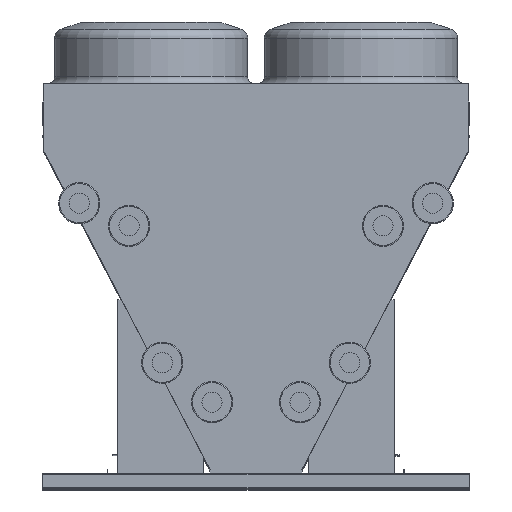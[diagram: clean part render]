
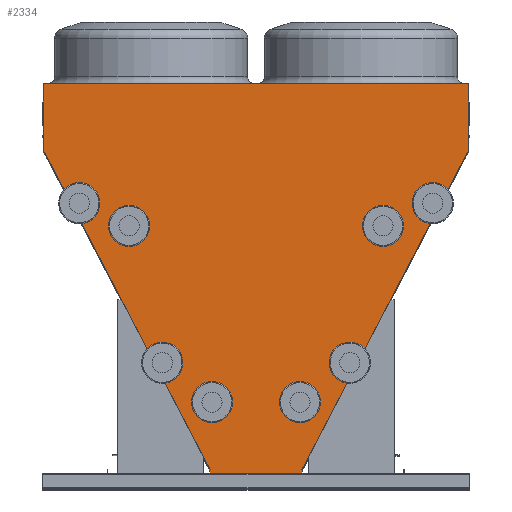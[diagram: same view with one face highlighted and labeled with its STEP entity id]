
A CAD part, top view. The second image highlights one B-rep face of the part: STEP entity #2334.
In plain terms, the highlighted planar face has unit normal (0, 0, 1).
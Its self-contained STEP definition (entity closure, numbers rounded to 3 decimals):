
#114 = VECTOR ( 'NONE', #20642, 1000. ) ;
#206 = EDGE_CURVE ( 'NONE', #17882, #18341, #18291, .T. ) ;
#215 = CARTESIAN_POINT ( 'NONE',  ( 0., 0., 0. ) ) ;
#243 = VERTEX_POINT ( 'NONE', #5320 ) ;
#257 = EDGE_CURVE ( 'NONE', #18484, #17882, #16336, .T. ) ;
#349 = DIRECTION ( 'NONE',  ( 0., 1., 0. ) ) ;
#352 = CARTESIAN_POINT ( 'NONE',  ( 279.893, 0., 0. ) ) ;
#373 = CARTESIAN_POINT ( 'NONE',  ( 1136.15, 1727.462, 0. ) ) ;
#417 = EDGE_CURVE ( 'NONE', #14256, #18484, #4269, .T. ) ;
#556 = EDGE_CURVE ( 'NONE', #9260, #14256, #3472, .T. ) ;
#563 = CARTESIAN_POINT ( 'NONE',  ( -1136.282, 2083.62, 0. ) ) ;
#588 = EDGE_CURVE ( 'NONE', #12966, #9260, #19936, .T. ) ;
#595 = AXIS2_PLACEMENT_3D ( 'NONE', #215, #3570, #15274 ) ;
#624 = EDGE_CURVE ( 'NONE', #5861, #12966, #2397, .T. ) ;
#682 = EDGE_CURVE ( 'NONE', #243, #5861, #9416, .T. ) ;
#705 = EDGE_CURVE ( 'NONE', #11768, #4431, #17548, .T. ) ;
#710 = EDGE_CURVE ( 'NONE', #14323, #11768, #21113, .T. ) ;
#784 = EDGE_CURVE ( 'NONE', #14321, #14323, #18715, .T. ) ;
#847 = EDGE_CURVE ( 'NONE', #13259, #14321, #11967, .T. ) ;
#897 = ORIENTED_EDGE ( 'NONE', *, *, #847, .T. ) ;
#993 = ORIENTED_EDGE ( 'NONE', *, *, #1003, .T. ) ;
#1003 = EDGE_CURVE ( 'NONE', #3606, #13259, #12204, .T. ) ;
#1127 = ORIENTED_EDGE ( 'NONE', *, *, #784, .T. ) ;
#1147 = EDGE_CURVE ( 'NONE', #19555, #3606, #11943, .T. ) ;
#1180 = EDGE_CURVE ( 'NONE', #3318, #19555, #11447, .T. ) ;
#1474 = ORIENTED_EDGE ( 'NONE', *, *, #556, .T. ) ;
#1729 = CARTESIAN_POINT ( 'NONE',  ( -1136.282, 2083.62, 0. ) ) ;
#1957 = CARTESIAN_POINT ( 'NONE',  ( 1127.607, 1711.053, 0. ) ) ;
#2334 = ADVANCED_FACE ( 'NONE', ( #13932 ), #19948, .F. ) ;
#2372 = EDGE_CURVE ( 'NONE', #4431, #243, #8598, .T. ) ;
#2397 = LINE ( 'NONE', #3565, #18964 ) ;
#2567 = ORIENTED_EDGE ( 'NONE', *, *, #705, .T. ) ;
#2584 = ORIENTED_EDGE ( 'NONE', *, *, #710, .T. ) ;
#2667 = ORIENTED_EDGE ( 'NONE', *, *, #682, .T. ) ;
#2722 = ORIENTED_EDGE ( 'NONE', *, *, #624, .T. ) ;
#2762 = ORIENTED_EDGE ( 'NONE', *, *, #588, .T. ) ;
#2789 = ORIENTED_EDGE ( 'NONE', *, *, #2372, .T. ) ;
#3318 = VERTEX_POINT ( 'NONE', #5854 ) ;
#3427 = VECTOR ( 'NONE', #6123, 1000. ) ;
#3472 = LINE ( 'NONE', #6255, #12983 ) ;
#3565 = CARTESIAN_POINT ( 'NONE',  ( 279.893, 1.482, 0. ) ) ;
#3570 = DIRECTION ( 'NONE',  ( 0., 0., -1. ) ) ;
#3606 = VERTEX_POINT ( 'NONE', #8378 ) ;
#3835 = CARTESIAN_POINT ( 'NONE',  ( 246.893, 17.358, 0. ) ) ;
#3924 = VECTOR ( 'NONE', #4927, 1000. ) ;
#4224 = DIRECTION ( 'NONE',  ( -1., 0., 0. ) ) ;
#4269 = LINE ( 'NONE', #15978, #8411 ) ;
#4431 = VERTEX_POINT ( 'NONE', #12098 ) ;
#4696 = DIRECTION ( 'NONE',  ( 0., 1., 0. ) ) ;
#4839 = EDGE_CURVE ( 'NONE', #17423, #12584, #14580, .T. ) ;
#4927 = DIRECTION ( 'NONE',  ( 0., 1., 0. ) ) ;
#5320 = CARTESIAN_POINT ( 'NONE',  ( 279.893, 0., 0. ) ) ;
#5396 = ORIENTED_EDGE ( 'NONE', *, *, #1147, .T. ) ;
#5436 = ORIENTED_EDGE ( 'NONE', *, *, #15796, .T. ) ;
#5493 = DIRECTION ( 'NONE',  ( 0.462, -0.887, 0. ) ) ;
#5620 = CARTESIAN_POINT ( 'NONE',  ( -245.403, 20.223, 0. ) ) ;
#5626 = ORIENTED_EDGE ( 'NONE', *, *, #1180, .T. ) ;
#5854 = CARTESIAN_POINT ( 'NONE',  ( -1136.282, 1727.462, 0. ) ) ;
#5861 = VERTEX_POINT ( 'NONE', #19538 ) ;
#5925 = VECTOR ( 'NONE', #349, 1000. ) ;
#5938 = CARTESIAN_POINT ( 'NONE',  ( -1127.739, 1711.053, 0. ) ) ;
#6123 = DIRECTION ( 'NONE',  ( 0.887, 0.462, 0. ) ) ;
#6222 = DIRECTION ( 'NONE',  ( -0.463, 0.886, 0. ) ) ;
#6255 = CARTESIAN_POINT ( 'NONE',  ( 246.893, 17.358, 0. ) ) ;
#6531 = CARTESIAN_POINT ( 'NONE',  ( -1127.739, 1711.053, 0. ) ) ;
#7072 = CARTESIAN_POINT ( 'NONE',  ( 245.39, 20.232, 0. ) ) ;
#7221 = CARTESIAN_POINT ( 'NONE',  ( -246.893, 17.358, 0. ) ) ;
#7241 = DIRECTION ( 'NONE',  ( 1., 0., 0. ) ) ;
#7287 = CARTESIAN_POINT ( 'NONE',  ( -246.893, 1.482, 0. ) ) ;
#7610 = VECTOR ( 'NONE', #12469, 1000. ) ;
#8378 = CARTESIAN_POINT ( 'NONE',  ( -1126.246, 1711.83, 0. ) ) ;
#8390 = VECTOR ( 'NONE', #20507, 1000. ) ;
#8411 = VECTOR ( 'NONE', #15951, 1000. ) ;
#8598 = LINE ( 'NONE', #352, #20845 ) ;
#8933 = ORIENTED_EDGE ( 'NONE', *, *, #417, .T. ) ;
#8953 = ORIENTED_EDGE ( 'NONE', *, *, #4839, .T. ) ;
#8978 = ORIENTED_EDGE ( 'NONE', *, *, #12519, .T. ) ;
#9049 = DIRECTION ( 'NONE',  ( 0., -1., 0. ) ) ;
#9260 = VERTEX_POINT ( 'NONE', #13732 ) ;
#9416 = LINE ( 'NONE', #21235, #5925 ) ;
#10067 = CARTESIAN_POINT ( 'NONE',  ( 1127.607, 1711.053, 0. ) ) ;
#10185 = VECTOR ( 'NONE', #18069, 1000. ) ;
#10246 = CARTESIAN_POINT ( 'NONE',  ( -1127.739, 1711.053, 0. ) ) ;
#10562 = CARTESIAN_POINT ( 'NONE',  ( -1136.282, 1727.462, 0. ) ) ;
#10766 = DIRECTION ( 'NONE',  ( 0.462, -0.887, 0. ) ) ;
#10805 = CARTESIAN_POINT ( 'NONE',  ( -245.403, 20.223, 0. ) ) ;
#11447 = LINE ( 'NONE', #5938, #15224 ) ;
#11492 = VECTOR ( 'NONE', #4696, 1000. ) ;
#11768 = VERTEX_POINT ( 'NONE', #20978 ) ;
#11943 = LINE ( 'NONE', #6531, #3427 ) ;
#11967 = LINE ( 'NONE', #15701, #16291 ) ;
#12098 = CARTESIAN_POINT ( 'NONE',  ( -279.893, 0., 0. ) ) ;
#12204 = LINE ( 'NONE', #10805, #19682 ) ;
#12416 = DIRECTION ( 'NONE',  ( -1., 0., 0. ) ) ;
#12469 = DIRECTION ( 'NONE',  ( 0.887, -0.462, 0. ) ) ;
#12519 = EDGE_CURVE ( 'NONE', #18341, #17423, #12913, .T. ) ;
#12584 = VERTEX_POINT ( 'NONE', #1729 ) ;
#12913 = LINE ( 'NONE', #21144, #3924 ) ;
#12966 = VERTEX_POINT ( 'NONE', #20968 ) ;
#12983 = VECTOR ( 'NONE', #6222, 1000. ) ;
#13232 = VECTOR ( 'NONE', #20769, 1000. ) ;
#13259 = VERTEX_POINT ( 'NONE', #5620 ) ;
#13732 = CARTESIAN_POINT ( 'NONE',  ( 246.893, 17.358, 0. ) ) ;
#13932 = FACE_OUTER_BOUND ( 'NONE', #20212, .T. ) ;
#14061 = VECTOR ( 'NONE', #12416, 1000. ) ;
#14256 = VERTEX_POINT ( 'NONE', #7072 ) ;
#14321 = VERTEX_POINT ( 'NONE', #7221 ) ;
#14323 = VERTEX_POINT ( 'NONE', #7287 ) ;
#14580 = LINE ( 'NONE', #563, #14061 ) ;
#14713 = ORIENTED_EDGE ( 'NONE', *, *, #257, .T. ) ;
#14855 = ORIENTED_EDGE ( 'NONE', *, *, #206, .T. ) ;
#15224 = VECTOR ( 'NONE', #5493, 1000. ) ;
#15274 = DIRECTION ( 'NONE',  ( -1., 0., 0. ) ) ;
#15631 = DIRECTION ( 'NONE',  ( -0.461, -0.887, 0. ) ) ;
#15701 = CARTESIAN_POINT ( 'NONE',  ( -246.893, 17.358, 0. ) ) ;
#15796 = EDGE_CURVE ( 'NONE', #12584, #3318, #20892, .T. ) ;
#15904 = CARTESIAN_POINT ( 'NONE',  ( 1136.15, 2083.62, 0. ) ) ;
#15951 = DIRECTION ( 'NONE',  ( 0.462, 0.887, 0. ) ) ;
#15978 = CARTESIAN_POINT ( 'NONE',  ( 245.39, 20.232, 0. ) ) ;
#16291 = VECTOR ( 'NONE', #15631, 1000. ) ;
#16336 = LINE ( 'NONE', #1957, #7610 ) ;
#17423 = VERTEX_POINT ( 'NONE', #15904 ) ;
#17548 = LINE ( 'NONE', #21064, #13232 ) ;
#17804 = VECTOR ( 'NONE', #9049, 1000. ) ;
#17857 = CARTESIAN_POINT ( 'NONE',  ( -246.893, 17.358, 0. ) ) ;
#17882 = VERTEX_POINT ( 'NONE', #10067 ) ;
#18069 = DIRECTION ( 'NONE',  ( 0., -1., 0. ) ) ;
#18291 = LINE ( 'NONE', #20896, #114 ) ;
#18341 = VERTEX_POINT ( 'NONE', #373 ) ;
#18484 = VERTEX_POINT ( 'NONE', #18682 ) ;
#18682 = CARTESIAN_POINT ( 'NONE',  ( 1126.218, 1711.776, 0. ) ) ;
#18715 = LINE ( 'NONE', #17857, #10185 ) ;
#18964 = VECTOR ( 'NONE', #4224, 1000. ) ;
#19538 = CARTESIAN_POINT ( 'NONE',  ( 279.893, 1.482, 0. ) ) ;
#19555 = VERTEX_POINT ( 'NONE', #10246 ) ;
#19682 = VECTOR ( 'NONE', #10766, 1000. ) ;
#19936 = LINE ( 'NONE', #3835, #11492 ) ;
#19948 = PLANE ( 'NONE',  #595 ) ;
#20212 = EDGE_LOOP ( 'NONE', ( #5436, #5626, #5396, #993, #897, #1127, #2584, #2567, #2789, #2667, #2722, #2762, #1474, #8933, #14713, #14855, #8978, #8953 ) ) ;
#20507 = DIRECTION ( 'NONE',  ( -1., 0., 0. ) ) ;
#20636 = CARTESIAN_POINT ( 'NONE',  ( -279.893, 1.482, 0. ) ) ;
#20642 = DIRECTION ( 'NONE',  ( 0.462, 0.887, 0. ) ) ;
#20769 = DIRECTION ( 'NONE',  ( 0., -1., 0. ) ) ;
#20845 = VECTOR ( 'NONE', #7241, 1000. ) ;
#20892 = LINE ( 'NONE', #10562, #17804 ) ;
#20896 = CARTESIAN_POINT ( 'NONE',  ( 1127.607, 1711.053, 0. ) ) ;
#20968 = CARTESIAN_POINT ( 'NONE',  ( 246.893, 1.482, 0. ) ) ;
#20978 = CARTESIAN_POINT ( 'NONE',  ( -279.893, 1.482, 0. ) ) ;
#21064 = CARTESIAN_POINT ( 'NONE',  ( -279.893, 0., 0. ) ) ;
#21113 = LINE ( 'NONE', #20636, #8390 ) ;
#21144 = CARTESIAN_POINT ( 'NONE',  ( 1136.15, 2083.62, 0. ) ) ;
#21235 = CARTESIAN_POINT ( 'NONE',  ( 279.893, 0., 0. ) ) ;
